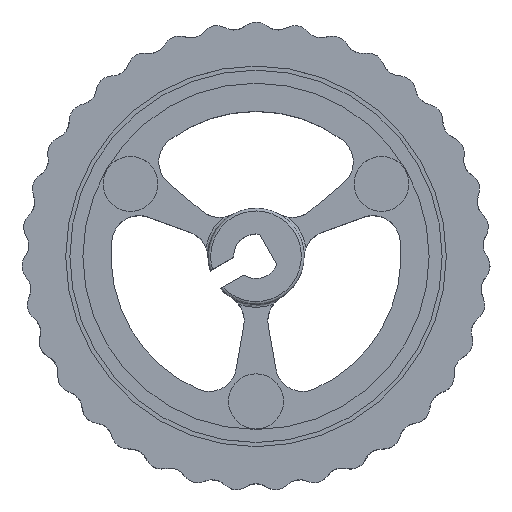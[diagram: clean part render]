
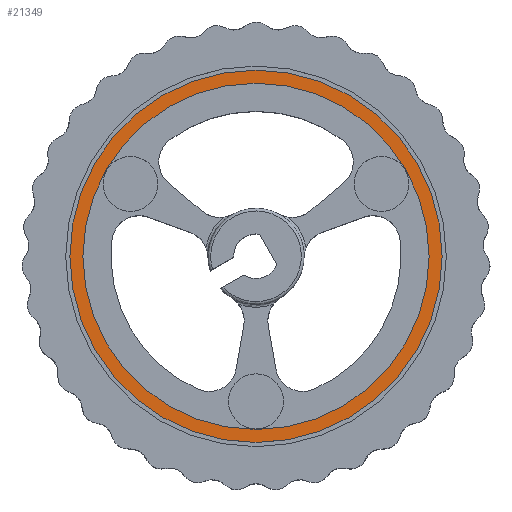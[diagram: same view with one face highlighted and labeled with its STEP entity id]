
A CAD part, top view. The second image highlights one B-rep face of the part: STEP entity #21349.
In plain terms, the highlighted planar face has unit normal (0, 0, 1).
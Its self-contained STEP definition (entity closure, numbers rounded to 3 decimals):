
#9876 = CYLINDRICAL_SURFACE('',#9877,12.6);
#9877 = AXIS2_PLACEMENT_3D('',#9878,#9879,#9880);
#9878 = CARTESIAN_POINT('',(0.,0.,6.35));
#9879 = DIRECTION('',(0.,0.,1.));
#9880 = DIRECTION('',(1.,0.,-0.));
#9901 = CYLINDRICAL_SURFACE('',#9902,13.55);
#9902 = AXIS2_PLACEMENT_3D('',#9903,#9904,#9905);
#9903 = CARTESIAN_POINT('',(0.,0.,5.9));
#9904 = DIRECTION('',(0.,0.,1.));
#9905 = DIRECTION('',(1.,0.,-0.));
#9926 = VERTEX_POINT('',#9927);
#9927 = CARTESIAN_POINT('',(13.55,0.,6.35));
#9947 = EDGE_CURVE('',#9926,#9926,#9948,.T.);
#9948 = SURFACE_CURVE('',#9949,(#9954,#9961),.PCURVE_S1.);
#9949 = CIRCLE('',#9950,13.55);
#9950 = AXIS2_PLACEMENT_3D('',#9951,#9952,#9953);
#9951 = CARTESIAN_POINT('',(0.,0.,6.35));
#9952 = DIRECTION('',(0.,0.,1.));
#9953 = DIRECTION('',(1.,0.,-0.));
#9954 = PCURVE('',#9901,#9955);
#9955 = DEFINITIONAL_REPRESENTATION('',(#9956),#9960);
#9956 = LINE('',#9957,#9958);
#9957 = CARTESIAN_POINT('',(0.,0.45));
#9958 = VECTOR('',#9959,1.);
#9959 = DIRECTION('',(1.,0.));
#9960 = ( GEOMETRIC_REPRESENTATION_CONTEXT(2) 
PARAMETRIC_REPRESENTATION_CONTEXT() REPRESENTATION_CONTEXT('2D SPACE',''
  ) );
#9961 = PCURVE('',#9962,#9967);
#9962 = PLANE('',#9963);
#9963 = AXIS2_PLACEMENT_3D('',#9964,#9965,#9966);
#9964 = CARTESIAN_POINT('',(0.,0.,6.35));
#9965 = DIRECTION('',(0.,0.,1.));
#9966 = DIRECTION('',(1.,0.,-0.));
#9967 = DEFINITIONAL_REPRESENTATION('',(#9968),#9972);
#9968 = CIRCLE('',#9969,13.55);
#9969 = AXIS2_PLACEMENT_2D('',#9970,#9971);
#9970 = CARTESIAN_POINT('',(0.,0.));
#9971 = DIRECTION('',(1.,0.));
#9972 = ( GEOMETRIC_REPRESENTATION_CONTEXT(2) 
PARAMETRIC_REPRESENTATION_CONTEXT() REPRESENTATION_CONTEXT('2D SPACE',''
  ) );
#21349 = ADVANCED_FACE('',(#21350,#21376),#9962,.T.);
#21350 = FACE_BOUND('',#21351,.T.);
#21351 = EDGE_LOOP('',(#21352));
#21352 = ORIENTED_EDGE('',*,*,#21353,.F.);
#21353 = EDGE_CURVE('',#21354,#21354,#21356,.T.);
#21354 = VERTEX_POINT('',#21355);
#21355 = CARTESIAN_POINT('',(12.6,0.,6.35));
#21356 = SURFACE_CURVE('',#21357,(#21362,#21369),.PCURVE_S1.);
#21357 = CIRCLE('',#21358,12.6);
#21358 = AXIS2_PLACEMENT_3D('',#21359,#21360,#21361);
#21359 = CARTESIAN_POINT('',(0.,0.,6.35));
#21360 = DIRECTION('',(0.,0.,1.));
#21361 = DIRECTION('',(1.,0.,-0.));
#21362 = PCURVE('',#9962,#21363);
#21363 = DEFINITIONAL_REPRESENTATION('',(#21364),#21368);
#21364 = CIRCLE('',#21365,12.6);
#21365 = AXIS2_PLACEMENT_2D('',#21366,#21367);
#21366 = CARTESIAN_POINT('',(0.,0.));
#21367 = DIRECTION('',(1.,0.));
#21368 = ( GEOMETRIC_REPRESENTATION_CONTEXT(2) 
PARAMETRIC_REPRESENTATION_CONTEXT() REPRESENTATION_CONTEXT('2D SPACE',''
  ) );
#21369 = PCURVE('',#9876,#21370);
#21370 = DEFINITIONAL_REPRESENTATION('',(#21371),#21375);
#21371 = LINE('',#21372,#21373);
#21372 = CARTESIAN_POINT('',(0.,0.));
#21373 = VECTOR('',#21374,1.);
#21374 = DIRECTION('',(1.,0.));
#21375 = ( GEOMETRIC_REPRESENTATION_CONTEXT(2) 
PARAMETRIC_REPRESENTATION_CONTEXT() REPRESENTATION_CONTEXT('2D SPACE',''
  ) );
#21376 = FACE_BOUND('',#21377,.T.);
#21377 = EDGE_LOOP('',(#21378));
#21378 = ORIENTED_EDGE('',*,*,#9947,.T.);
